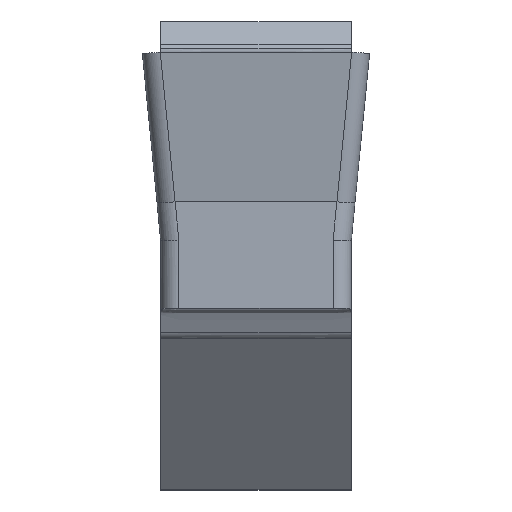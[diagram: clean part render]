
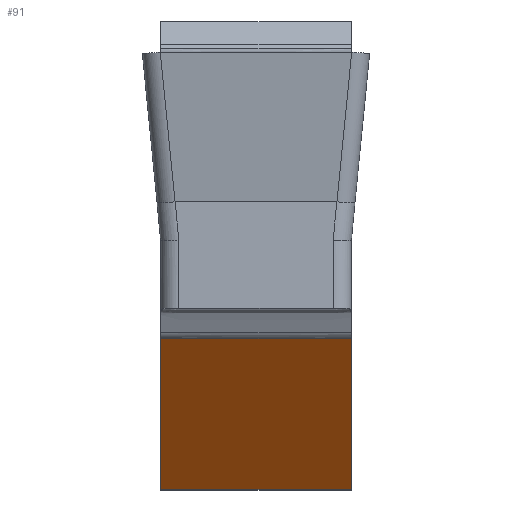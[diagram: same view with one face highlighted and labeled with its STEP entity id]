
A CAD part, front view. The second image highlights one B-rep face of the part: STEP entity #91.
In plain terms, the highlighted planar face has unit normal (0, -0.342, -0.94).
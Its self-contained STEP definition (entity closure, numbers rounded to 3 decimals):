
#91=ADVANCED_FACE('',(#152),#129,.F.);
#129=PLANE('',#879);
#152=FACE_OUTER_BOUND('',#193,.T.);
#193=EDGE_LOOP('',(#330,#331,#332,#333));
#330=ORIENTED_EDGE('',*,*,#533,.F.);
#331=ORIENTED_EDGE('',*,*,#614,.T.);
#332=ORIENTED_EDGE('',*,*,#581,.F.);
#333=ORIENTED_EDGE('',*,*,#613,.F.);
#457=VERTEX_POINT('',#1205);
#458=VERTEX_POINT('',#1207);
#504=VERTEX_POINT('',#1421);
#505=VERTEX_POINT('',#1423);
#533=EDGE_CURVE('',#457,#458,#645,.T.);
#581=EDGE_CURVE('',#504,#505,#672,.T.);
#613=EDGE_CURVE('',#458,#504,#693,.T.);
#614=EDGE_CURVE('',#457,#505,#694,.T.);
#645=LINE('',#1206,#713);
#672=LINE('',#1422,#740);
#693=LINE('',#1551,#761);
#694=LINE('',#1553,#762);
#713=VECTOR('',#917,1.);
#740=VECTOR('',#970,1.);
#761=VECTOR('',#1019,1.);
#762=VECTOR('',#1022,1.);
#879=AXIS2_PLACEMENT_3D('',#1554,#1023,#1024);
#917=DIRECTION('',(0.,0.94,-0.342));
#970=DIRECTION('',(0.,-0.94,0.342));
#1019=DIRECTION('',(-1.,0.,0.));
#1022=DIRECTION('',(-1.,0.,0.));
#1023=DIRECTION('',(0.,0.342,0.94));
#1024=DIRECTION('',(0.,-0.94,0.342));
#1205=CARTESIAN_POINT('',(2.1,-5.899,-6.272));
#1206=CARTESIAN_POINT('',(2.1,-2.706,-7.434));
#1207=CARTESIAN_POINT('',(2.1,3.205,-9.586));
#1421=CARTESIAN_POINT('',(-2.1,3.205,-9.586));
#1422=CARTESIAN_POINT('',(-2.1,-2.706,-7.434));
#1423=CARTESIAN_POINT('',(-2.1,-5.899,-6.272));
#1551=CARTESIAN_POINT('',(10.1,3.205,-9.586));
#1553=CARTESIAN_POINT('',(10.1,-5.899,-6.272));
#1554=CARTESIAN_POINT('',(10.1,-5.899,-6.272));
